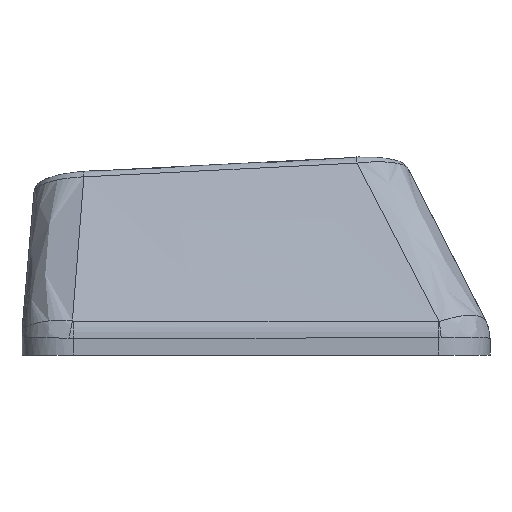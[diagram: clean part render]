
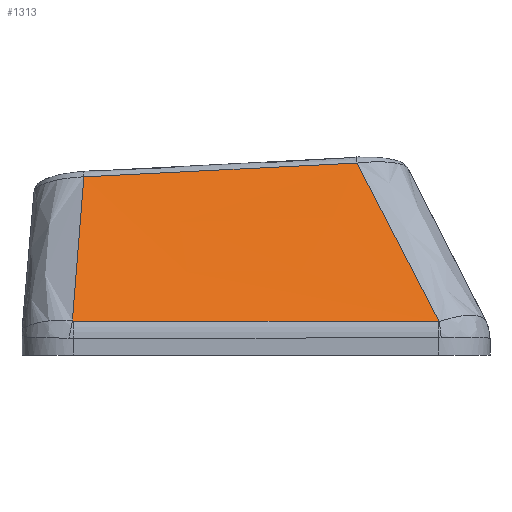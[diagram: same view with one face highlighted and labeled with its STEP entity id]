
A CAD part, left-side view. The second image highlights one B-rep face of the part: STEP entity #1313.
In plain terms, the highlighted free-form (B-spline) face has degree [3, 3] with [4, 4] control points.
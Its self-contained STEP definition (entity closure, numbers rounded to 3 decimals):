
#40=B_SPLINE_SURFACE_WITH_KNOTS('',3,3,((#3045,#3046,#3047,#3048),(#3049,
#3050,#3051,#3052),(#3053,#3054,#3055,#3056),(#3057,#3058,#3059,#3060)),
 .UNSPECIFIED.,.F.,.F.,.F.,(4,4),(4,4),(0.107,0.899),
(0.045,0.956),.UNSPECIFIED.);
#295=FACE_OUTER_BOUND('',#374,.T.);
#374=EDGE_LOOP('',(#1079,#1080,#1081,#1082,#1083,#1084));
#454=B_SPLINE_CURVE_WITH_KNOTS('',3,(#2432,#2433,#2434,#2435),
 .UNSPECIFIED.,.F.,.F.,(4,4),(0.,0.003),
 .UNSPECIFIED.);
#455=B_SPLINE_CURVE_WITH_KNOTS('',3,(#2453,#2454,#2455,#2456),
 .UNSPECIFIED.,.F.,.F.,(4,4),(-1.416,0.),.UNSPECIFIED.);
#458=B_SPLINE_CURVE_WITH_KNOTS('',3,(#2486,#2487,#2488,#2489),
 .UNSPECIFIED.,.F.,.F.,(4,4),(0.,0.004),.UNSPECIFIED.);
#469=B_SPLINE_CURVE_WITH_KNOTS('',3,(#2717,#2718,#2719,#2720),
 .UNSPECIFIED.,.F.,.F.,(4,4),(0.037,0.785),
 .UNSPECIFIED.);
#483=B_SPLINE_CURVE_WITH_KNOTS('',3,(#2975,#2976,#2977,#2978),
 .UNSPECIFIED.,.F.,.F.,(4,4),(0.,1.061),.UNSPECIFIED.);
#488=B_SPLINE_CURVE_WITH_KNOTS('',3,(#3061,#3062,#3063,#3064),
 .UNSPECIFIED.,.F.,.F.,(4,4),(-0.661,-0.033),
 .UNSPECIFIED.);
#581=VERTEX_POINT('',#2394);
#583=VERTEX_POINT('',#2425);
#585=VERTEX_POINT('',#2452);
#587=VERTEX_POINT('',#2479);
#603=VERTEX_POINT('',#2710);
#615=VERTEX_POINT('',#2973);
#739=EDGE_CURVE('',#581,#583,#454,.T.);
#740=EDGE_CURVE('',#583,#585,#455,.T.);
#745=EDGE_CURVE('',#585,#587,#458,.T.);
#771=EDGE_CURVE('',#603,#581,#469,.T.);
#792=EDGE_CURVE('',#615,#603,#483,.T.);
#798=EDGE_CURVE('',#587,#615,#488,.T.);
#1079=ORIENTED_EDGE('',*,*,#739,.F.);
#1080=ORIENTED_EDGE('',*,*,#771,.F.);
#1081=ORIENTED_EDGE('',*,*,#792,.F.);
#1082=ORIENTED_EDGE('',*,*,#798,.F.);
#1083=ORIENTED_EDGE('',*,*,#745,.F.);
#1084=ORIENTED_EDGE('',*,*,#740,.F.);
#1313=ADVANCED_FACE('',(#295),#40,.F.);
#2394=CARTESIAN_POINT('',(-8.943,-7.107,0.299));
#2425=CARTESIAN_POINT('',(-8.944,-7.079,0.298));
#2432=CARTESIAN_POINT('Ctrl Pts',(-8.943,-7.107,0.299));
#2433=CARTESIAN_POINT('Ctrl Pts',(-8.944,-7.098,0.298));
#2434=CARTESIAN_POINT('Ctrl Pts',(-8.944,-7.088,0.298));
#2435=CARTESIAN_POINT('Ctrl Pts',(-8.944,-7.079,0.298));
#2452=CARTESIAN_POINT('',(-8.921,7.082,0.318));
#2453=CARTESIAN_POINT('Ctrl Pts',(-8.944,-7.079,0.298));
#2454=CARTESIAN_POINT('Ctrl Pts',(-8.937,-2.359,0.304));
#2455=CARTESIAN_POINT('Ctrl Pts',(-8.929,2.361,0.311));
#2456=CARTESIAN_POINT('Ctrl Pts',(-8.921,7.082,0.318));
#2479=CARTESIAN_POINT('',(-8.919,7.125,0.322));
#2486=CARTESIAN_POINT('Ctrl Pts',(-8.921,7.082,0.318));
#2487=CARTESIAN_POINT('Ctrl Pts',(-8.921,7.096,0.318));
#2488=CARTESIAN_POINT('Ctrl Pts',(-8.92,7.111,0.319));
#2489=CARTESIAN_POINT('Ctrl Pts',(-8.919,7.125,0.322));
#2710=CARTESIAN_POINT('',(-6.11,-3.922,6.452));
#2717=CARTESIAN_POINT('Ctrl Pts',(-6.11,-3.922,6.452));
#2718=CARTESIAN_POINT('Ctrl Pts',(-7.057,-4.986,4.403));
#2719=CARTESIAN_POINT('Ctrl Pts',(-8.001,-6.047,2.351));
#2720=CARTESIAN_POINT('Ctrl Pts',(-8.943,-7.107,0.299));
#2973=CARTESIAN_POINT('',(-6.116,6.678,5.915));
#2975=CARTESIAN_POINT('Ctrl Pts',(-6.116,6.678,5.915));
#2976=CARTESIAN_POINT('Ctrl Pts',(-6.114,3.145,6.093));
#2977=CARTESIAN_POINT('Ctrl Pts',(-6.112,-0.389,
6.272));
#2978=CARTESIAN_POINT('Ctrl Pts',(-6.11,-3.922,6.452));
#3045=CARTESIAN_POINT('Ctrl Pts',(-6.11,7.033,5.91));
#3046=CARTESIAN_POINT('Ctrl Pts',(-7.054,7.064,4.031));
#3047=CARTESIAN_POINT('Ctrl Pts',(-7.999,7.095,2.151));
#3048=CARTESIAN_POINT('Ctrl Pts',(-8.944,7.126,0.272));
#3049=CARTESIAN_POINT('Ctrl Pts',(-6.11,3.257,6.097));
#3050=CARTESIAN_POINT('Ctrl Pts',(-7.054,2.965,4.158));
#3051=CARTESIAN_POINT('Ctrl Pts',(-7.999,2.673,2.219));
#3052=CARTESIAN_POINT('Ctrl Pts',(-8.944,2.382,0.28));
#3053=CARTESIAN_POINT('Ctrl Pts',(-6.11,-0.519,
6.283));
#3054=CARTESIAN_POINT('Ctrl Pts',(-7.054,-1.133,4.285));
#3055=CARTESIAN_POINT('Ctrl Pts',(-7.999,-1.748,2.287));
#3056=CARTESIAN_POINT('Ctrl Pts',(-8.944,-2.363,0.289));
#3057=CARTESIAN_POINT('Ctrl Pts',(-6.11,-4.295,6.47));
#3058=CARTESIAN_POINT('Ctrl Pts',(-7.054,-5.232,4.413));
#3059=CARTESIAN_POINT('Ctrl Pts',(-7.999,-6.17,2.355));
#3060=CARTESIAN_POINT('Ctrl Pts',(-8.944,-7.107,0.298));
#3061=CARTESIAN_POINT('Ctrl Pts',(-8.919,7.125,0.322));
#3062=CARTESIAN_POINT('Ctrl Pts',(-7.982,6.973,2.185));
#3063=CARTESIAN_POINT('Ctrl Pts',(-7.048,6.824,4.049));
#3064=CARTESIAN_POINT('Ctrl Pts',(-6.116,6.678,5.915));
